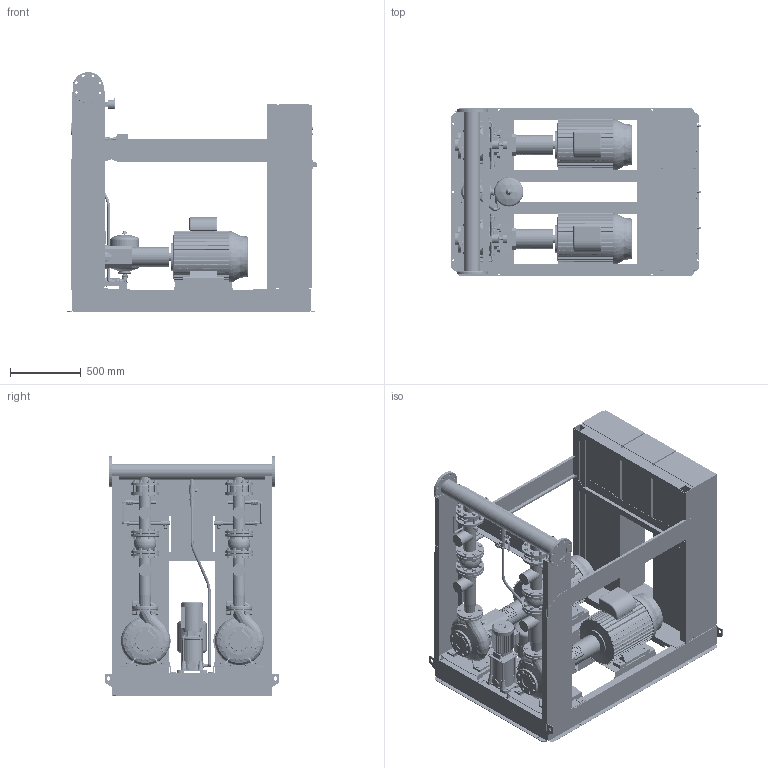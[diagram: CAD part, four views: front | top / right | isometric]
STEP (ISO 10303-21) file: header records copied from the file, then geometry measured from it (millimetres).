
FILE_DESCRIPTION((''),'2;1');
FILE_NAME('3d_Sifire-EN-65_200-197-22_22_0.75EEJ-4183957.stp','2015-05-25T14:48:48',(''),(''),'Mechanical Desktop 2009','Mechanical Desktop 2009',', , ');
FILE_SCHEMA(('CONFIG_CONTROL_DESIGN'));
Length unit declared in the file: millimetre
Products named in the file (1): Product
Bounding box: 1754.5 x 1230 x 1690 mm (x, y, z)
Volume: 532661652.4 mm3; surface area: 33435791.7 mm2
Topology: 295 solids, 295 shells, 6938 faces, 16665 edges, 10495 vertices
Faces by surface type: plane 2446, bspline 2138, cylinder 1356, cone 812, torus 148, sphere 38
Entity records: 221058 total; most frequent: CARTESIAN_POINT 70117, ORIENTED_EDGE 33266, DIRECTION 28655, EDGE_CURVE 16633, VERTEX_POINT 10493, AXIS2_PLACEMENT_3D 10112, VECTOR 8431, LINE 8431
